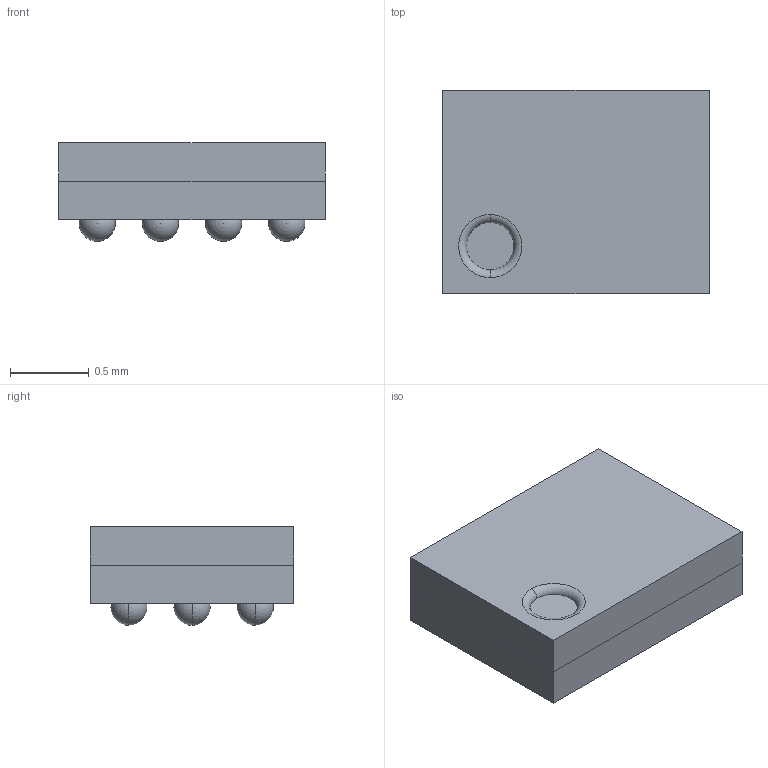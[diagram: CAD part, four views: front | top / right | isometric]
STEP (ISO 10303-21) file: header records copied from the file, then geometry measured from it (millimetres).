
FILE_DESCRIPTION (( 'STEP AP214' ), '1' );
FILE_NAME ( 'BGA12C40P4X3_168X128X62B25.STEP', '2015-12-04T13:02:00', ( '' ), ( '' ), 'FPX Expert 2013', 'PCB Libraries', '' );
FILE_SCHEMA (( 'AUTOMOTIVE_DESIGN' ));
Length unit declared in the file: millimetre
Products named in the file (1): BGA12C40P4X3_168X128X62B25
Bounding box: 1.69 x 1.29 x 0.62 mm (x, y, z)
Volume: 1.1 mm3; surface area: 13.6 mm2
Topology: 14 solids, 14 shells, 39 faces, 114 edges, 80 vertices
Faces by surface type: sphere 24, plane 13, torus 2
Entity records: 1130 total; most frequent: DIRECTION 164, CARTESIAN_POINT 138, ORIENTED_EDGE 108, AXIS2_PLACEMENT_3D 70, EDGE_CURVE 54, STYLED_ITEM 54, PRESENTATION_LAYER_ASSIGNMENT 54, MECHANICAL_DESIGN_GEOMETRIC_PRESENTATION_REPRESENTATION 54
